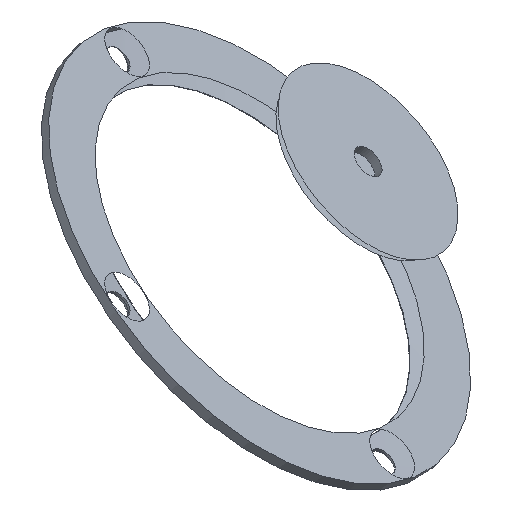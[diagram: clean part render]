
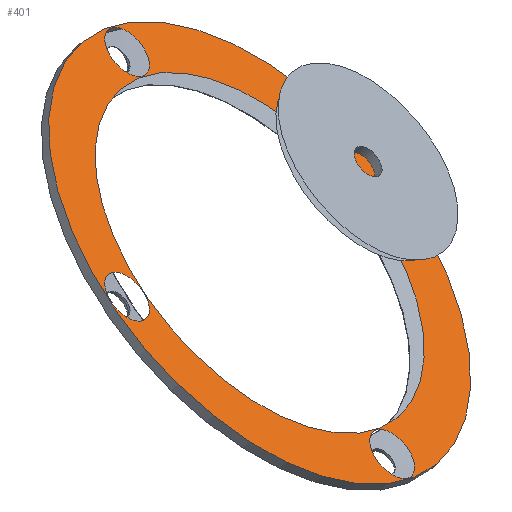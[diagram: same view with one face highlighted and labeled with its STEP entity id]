
A CAD part, front view. The second image highlights one B-rep face of the part: STEP entity #401.
In plain terms, the highlighted planar face has unit normal (0.643, -0.542, 0.542).
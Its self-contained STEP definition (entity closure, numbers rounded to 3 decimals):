
#73=FACE_BOUND('',#111,.T.);
#74=FACE_BOUND('',#112,.T.);
#75=FACE_BOUND('',#113,.T.);
#76=FACE_BOUND('',#114,.T.);
#77=FACE_BOUND('',#115,.T.);
#85=FACE_OUTER_BOUND('',#110,.T.);
#110=EDGE_LOOP('',(#280));
#111=EDGE_LOOP('',(#281));
#112=EDGE_LOOP('',(#282));
#113=EDGE_LOOP('',(#283));
#114=EDGE_LOOP('',(#284));
#115=EDGE_LOOP('',(#285));
#147=CIRCLE('',#444,49.);
#148=CIRCLE('',#445,5.2);
#149=CIRCLE('',#446,5.2);
#150=CIRCLE('',#447,5.2);
#151=CIRCLE('',#448,5.2);
#152=CIRCLE('',#449,38.206);
#183=VERTEX_POINT('',#643);
#184=VERTEX_POINT('',#645);
#185=VERTEX_POINT('',#647);
#186=VERTEX_POINT('',#649);
#187=VERTEX_POINT('',#651);
#188=VERTEX_POINT('',#653);
#221=EDGE_CURVE('',#183,#183,#147,.T.);
#222=EDGE_CURVE('',#184,#184,#148,.T.);
#223=EDGE_CURVE('',#185,#185,#149,.T.);
#224=EDGE_CURVE('',#186,#186,#150,.T.);
#225=EDGE_CURVE('',#187,#187,#151,.T.);
#226=EDGE_CURVE('',#188,#188,#152,.T.);
#280=ORIENTED_EDGE('',*,*,#221,.T.);
#281=ORIENTED_EDGE('',*,*,#222,.F.);
#282=ORIENTED_EDGE('',*,*,#223,.F.);
#283=ORIENTED_EDGE('',*,*,#224,.F.);
#284=ORIENTED_EDGE('',*,*,#225,.F.);
#285=ORIENTED_EDGE('',*,*,#226,.F.);
#398=PLANE('',#443);
#401=ADVANCED_FACE('',(#85,#73,#74,#75,#76,#77),#398,.F.);
#443=AXIS2_PLACEMENT_3D('',#642,#506,#507);
#444=AXIS2_PLACEMENT_3D('',#644,#508,#509);
#445=AXIS2_PLACEMENT_3D('',#646,#510,#511);
#446=AXIS2_PLACEMENT_3D('',#648,#512,#513);
#447=AXIS2_PLACEMENT_3D('',#650,#514,#515);
#448=AXIS2_PLACEMENT_3D('',#652,#516,#517);
#449=AXIS2_PLACEMENT_3D('',#654,#518,#519);
#506=DIRECTION('center_axis',(-0.643,0.542,-0.542));
#507=DIRECTION('ref_axis',(-0.644,0.,0.765));
#508=DIRECTION('center_axis',(0.643,-0.542,0.542));
#509=DIRECTION('ref_axis',(0.644,0.,-0.765));
#510=DIRECTION('center_axis',(0.643,-0.542,0.542));
#511=DIRECTION('ref_axis',(0.644,0.,-0.765));
#512=DIRECTION('center_axis',(0.643,-0.542,0.542));
#513=DIRECTION('ref_axis',(0.644,0.765,0.));
#514=DIRECTION('center_axis',(0.643,-0.542,0.542));
#515=DIRECTION('ref_axis',(0.644,0.765,0.));
#516=DIRECTION('center_axis',(0.643,-0.542,0.542));
#517=DIRECTION('ref_axis',(0.644,0.,-0.765));
#518=DIRECTION('center_axis',(0.643,-0.542,0.542));
#519=DIRECTION('ref_axis',(0.644,0.,-0.765));
#642=CARTESIAN_POINT('Origin',(-203.879,129.779,-129.779));
#643=CARTESIAN_POINT('',(-206.187,147.145,-109.675));
#644=CARTESIAN_POINT('Origin',(-174.612,147.145,-147.145));
#645=CARTESIAN_POINT('',(-154.396,182.88,-135.398));
#646=CARTESIAN_POINT('Origin',(-151.046,182.88,-139.374));
#647=CARTESIAN_POINT('',(-154.396,135.398,-182.88));
#648=CARTESIAN_POINT('Origin',(-151.046,139.374,-182.88));
#649=CARTESIAN_POINT('',(-201.529,107.433,-154.915));
#650=CARTESIAN_POINT('Origin',(-198.178,111.409,-154.915));
#651=CARTESIAN_POINT('',(-201.529,154.915,-107.433));
#652=CARTESIAN_POINT('Origin',(-198.178,154.915,-111.409));
#653=CARTESIAN_POINT('',(-149.992,147.145,-176.361));
#654=CARTESIAN_POINT('Origin',(-174.612,147.145,-147.145));
